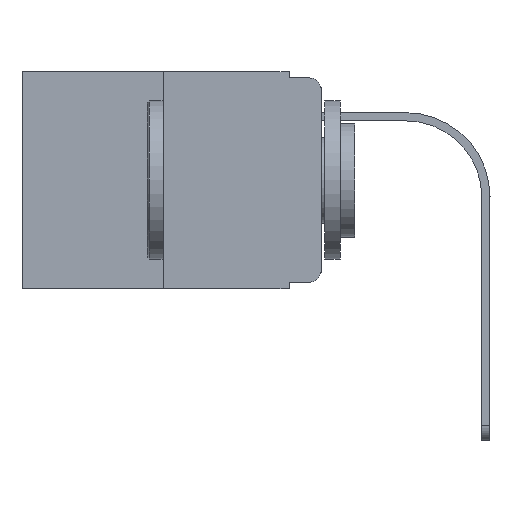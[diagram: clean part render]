
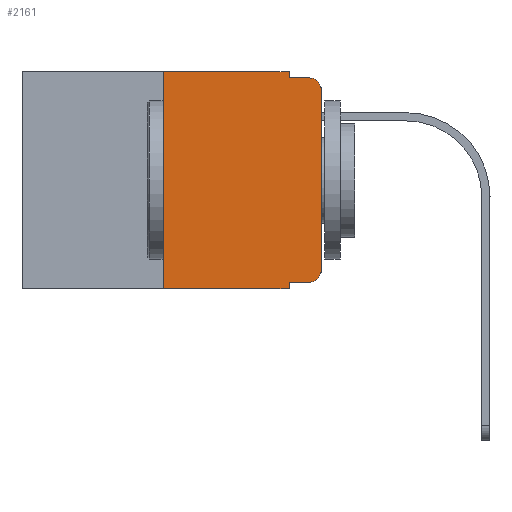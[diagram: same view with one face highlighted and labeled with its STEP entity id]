
A CAD part, left-side view. The second image highlights one B-rep face of the part: STEP entity #2161.
In plain terms, the highlighted planar face has unit normal (-1, 0, 0).
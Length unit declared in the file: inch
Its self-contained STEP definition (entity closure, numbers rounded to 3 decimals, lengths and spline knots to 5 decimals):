
#91 = CARTESIAN_POINT ( 'NONE',  ( 0., 0.473, 0. ) ) ;
#139 = CARTESIAN_POINT ( 'NONE',  ( 0., 0.02, -0.313 ) ) ;
#259 = DIRECTION ( 'NONE',  ( 0., 0., -1. ) ) ;
#495 = VERTEX_POINT ( 'NONE', #12804 ) ;
#749 = DIRECTION ( 'NONE',  ( 0., -1., 0. ) ) ;
#969 = CARTESIAN_POINT ( 'NONE',  ( 0., 0.051, 0. ) ) ;
#979 = DIRECTION ( 'NONE',  ( 0., -1., 0. ) ) ;
#1196 = ORIENTED_EDGE ( 'NONE', *, *, #1408, .T. ) ;
#1385 = PLANE ( 'NONE',  #20262 ) ;
#1408 = EDGE_CURVE ( 'NONE', #18995, #23879, #10744, .T. ) ;
#1615 = EDGE_CURVE ( 'NONE', #14957, #11548, #12871, .T. ) ;
#2108 = EDGE_CURVE ( 'NONE', #495, #19925, #11793, .T. ) ;
#2161 = ADVANCED_FACE ( 'NONE', ( #16421 ), #1385, .F. ) ;
#2667 = VERTEX_POINT ( 'NONE', #22003 ) ;
#2942 = ORIENTED_EDGE ( 'NONE', *, *, #1615, .F. ) ;
#2969 = CARTESIAN_POINT ( 'NONE',  ( 0., 0.051, 0. ) ) ;
#3039 = EDGE_CURVE ( 'NONE', #18995, #19925, #6221, .T. ) ;
#3738 = DIRECTION ( 'NONE',  ( 0., 0., -1. ) ) ;
#3998 = CARTESIAN_POINT ( 'NONE',  ( 0., 0.02, -0.333 ) ) ;
#4056 = CARTESIAN_POINT ( 'NONE',  ( 0., 0., 0. ) ) ;
#4069 = CIRCLE ( 'NONE', #8072, 0.02 ) ;
#5094 = VECTOR ( 'NONE', #21355, 39.37008 ) ;
#5526 = EDGE_CURVE ( 'NONE', #11548, #7875, #14488, .T. ) ;
#6221 = LINE ( 'NONE', #19504, #21510 ) ;
#7114 = CARTESIAN_POINT ( 'NONE',  ( 0., 0.02, -0.03 ) ) ;
#7875 = VERTEX_POINT ( 'NONE', #20667 ) ;
#7992 = AXIS2_PLACEMENT_3D ( 'NONE', #139, #21159, #259 ) ;
#8072 = AXIS2_PLACEMENT_3D ( 'NONE', #7114, #14875, #17122 ) ;
#8151 = CIRCLE ( 'NONE', #7992, 0.02 ) ;
#8183 = DIRECTION ( 'NONE',  ( 0., 0., 1. ) ) ;
#8417 = CARTESIAN_POINT ( 'NONE',  ( 0., 0.473, -0.343 ) ) ;
#8625 = ORIENTED_EDGE ( 'NONE', *, *, #24123, .T. ) ;
#8633 = CARTESIAN_POINT ( 'NONE',  ( 0., 0.25, 0. ) ) ;
#8816 = VECTOR ( 'NONE', #14366, 39.37008 ) ;
#10395 = ORIENTED_EDGE ( 'NONE', *, *, #21678, .T. ) ;
#10649 = EDGE_LOOP ( 'NONE', ( #10395, #8625, #14743, #19278, #2942, #17695, #10807, #24612, #1196, #12436 ) ) ;
#10651 = DIRECTION ( 'NONE',  ( 1., 0., 0. ) ) ;
#10744 = LINE ( 'NONE', #23852, #11067 ) ;
#10807 = ORIENTED_EDGE ( 'NONE', *, *, #2108, .T. ) ;
#11067 = VECTOR ( 'NONE', #979, 39.37008 ) ;
#11091 = VERTEX_POINT ( 'NONE', #12512 ) ;
#11548 = VERTEX_POINT ( 'NONE', #2969 ) ;
#11793 = LINE ( 'NONE', #8417, #21035 ) ;
#12144 = LINE ( 'NONE', #23251, #12602 ) ;
#12183 = LINE ( 'NONE', #14300, #23767 ) ;
#12436 = ORIENTED_EDGE ( 'NONE', *, *, #20786, .T. ) ;
#12512 = CARTESIAN_POINT ( 'NONE',  ( 0., 0., -0.03 ) ) ;
#12602 = VECTOR ( 'NONE', #749, 39.37008 ) ;
#12804 = CARTESIAN_POINT ( 'NONE',  ( 0., 0.25, -0.343 ) ) ;
#12871 = LINE ( 'NONE', #91, #5094 ) ;
#13675 = EDGE_CURVE ( 'NONE', #495, #14957, #12183, .T. ) ;
#14300 = CARTESIAN_POINT ( 'NONE',  ( 0., 0.25, 0. ) ) ;
#14366 = DIRECTION ( 'NONE',  ( 0., 0., -1. ) ) ;
#14488 = LINE ( 'NONE', #969, #8816 ) ;
#14743 = ORIENTED_EDGE ( 'NONE', *, *, #17842, .F. ) ;
#14875 = DIRECTION ( 'NONE',  ( -1., 0., 0. ) ) ;
#14957 = VERTEX_POINT ( 'NONE', #8633 ) ;
#16421 = FACE_OUTER_BOUND ( 'NONE', #10649, .T. ) ;
#17122 = DIRECTION ( 'NONE',  ( 0., 0., -1. ) ) ;
#17475 = CARTESIAN_POINT ( 'NONE',  ( 0., 0.051, -0.343 ) ) ;
#17695 = ORIENTED_EDGE ( 'NONE', *, *, #13675, .F. ) ;
#17842 = EDGE_CURVE ( 'NONE', #7875, #2667, #12144, .T. ) ;
#18225 = CARTESIAN_POINT ( 'NONE',  ( 0., 0., -0.313 ) ) ;
#18995 = VERTEX_POINT ( 'NONE', #22797 ) ;
#19197 = VECTOR ( 'NONE', #19710, 39.37008 ) ;
#19205 = LINE ( 'NONE', #4056, #19197 ) ;
#19278 = ORIENTED_EDGE ( 'NONE', *, *, #5526, .F. ) ;
#19504 = CARTESIAN_POINT ( 'NONE',  ( 0., 0.051, 0. ) ) ;
#19710 = DIRECTION ( 'NONE',  ( 0., 0., 1. ) ) ;
#19925 = VERTEX_POINT ( 'NONE', #17475 ) ;
#20002 = VERTEX_POINT ( 'NONE', #18225 ) ;
#20262 = AXIS2_PLACEMENT_3D ( 'NONE', #23883, #10651, #24135 ) ;
#20667 = CARTESIAN_POINT ( 'NONE',  ( 0., 0.051, -0.01 ) ) ;
#20786 = EDGE_CURVE ( 'NONE', #23879, #20002, #8151, .T. ) ;
#21035 = VECTOR ( 'NONE', #21550, 39.37008 ) ;
#21159 = DIRECTION ( 'NONE',  ( -1., 0., 0. ) ) ;
#21355 = DIRECTION ( 'NONE',  ( 0., -1., 0. ) ) ;
#21510 = VECTOR ( 'NONE', #3738, 39.37008 ) ;
#21550 = DIRECTION ( 'NONE',  ( 0., -1., 0. ) ) ;
#21678 = EDGE_CURVE ( 'NONE', #20002, #11091, #19205, .T. ) ;
#22003 = CARTESIAN_POINT ( 'NONE',  ( 0., 0.02, -0.01 ) ) ;
#22797 = CARTESIAN_POINT ( 'NONE',  ( 0., 0.051, -0.333 ) ) ;
#23251 = CARTESIAN_POINT ( 'NONE',  ( 0., 0.051, -0.01 ) ) ;
#23767 = VECTOR ( 'NONE', #8183, 39.37008 ) ;
#23852 = CARTESIAN_POINT ( 'NONE',  ( 0., 0.051, -0.333 ) ) ;
#23879 = VERTEX_POINT ( 'NONE', #3998 ) ;
#23883 = CARTESIAN_POINT ( 'NONE',  ( 0., 0.473, 0. ) ) ;
#24123 = EDGE_CURVE ( 'NONE', #11091, #2667, #4069, .T. ) ;
#24135 = DIRECTION ( 'NONE',  ( 0., 0., -1. ) ) ;
#24612 = ORIENTED_EDGE ( 'NONE', *, *, #3039, .F. ) ;
